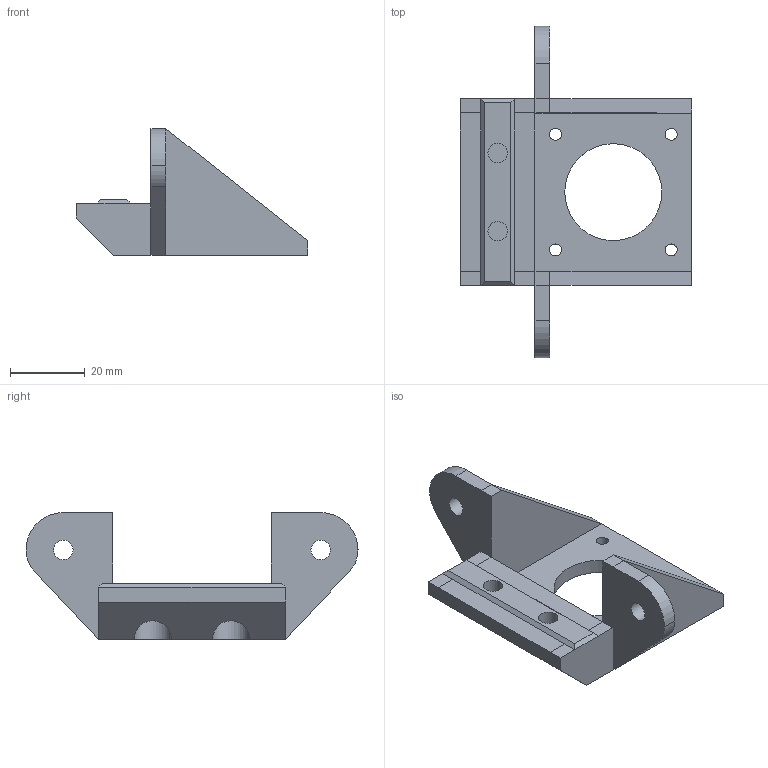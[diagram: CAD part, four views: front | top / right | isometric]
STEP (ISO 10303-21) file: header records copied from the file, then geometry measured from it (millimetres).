
FILE_DESCRIPTION(/* description */ (''),/* implementation_level */ '2;1');
FILE_NAME(/* name */ 'C-Bot Z Motor Bracket.stp',/* time_stamp */ '2015-10-19T19:14:40+01:00',/* author */ (''),/* organization */ (''),/* preprocessor_version */ 'ST-DEVELOPER v15.2',/* originating_system */ 'Autodesk Translator Framework v2.0.0.5431',/* authorisation */ '');
FILE_SCHEMA (('AUTOMOTIVE_DESIGN { 1 0 10303 214 3 1 1 }'));
Length unit declared in the file: centimetre
Products named in the file (1): C-Bot Z Motor Bracket
Bounding box: 62 x 89 x 34 mm (x, y, z)
Volume: 25017.6 mm3; surface area: 13062.2 mm2
Topology: 1 solids, 1 shells, 63 faces, 168 edges, 109 vertices
Faces by surface type: plane 48, cylinder 15
Full cylindrical faces by diameter (mm): 3.2 x4, 5.2 x4, 10 x2, 26 x1
Entity records: 1894 total; most frequent: CARTESIAN_POINT 322, DIRECTION 313, ORIENTED_EDGE 310, EDGE_CURVE 153, LINE 121, VECTOR 121, VERTEX_POINT 105, AXIS2_PLACEMENT_3D 96
